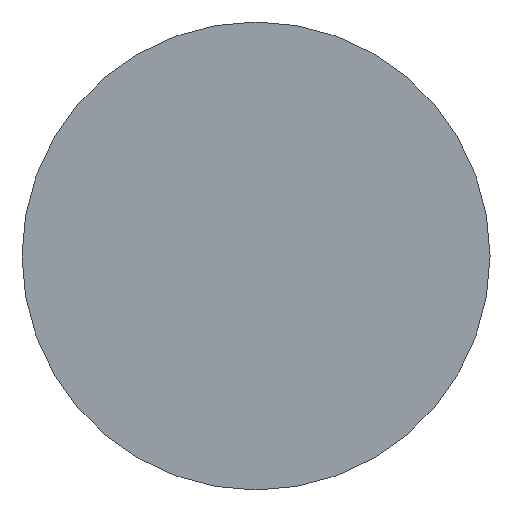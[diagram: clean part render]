
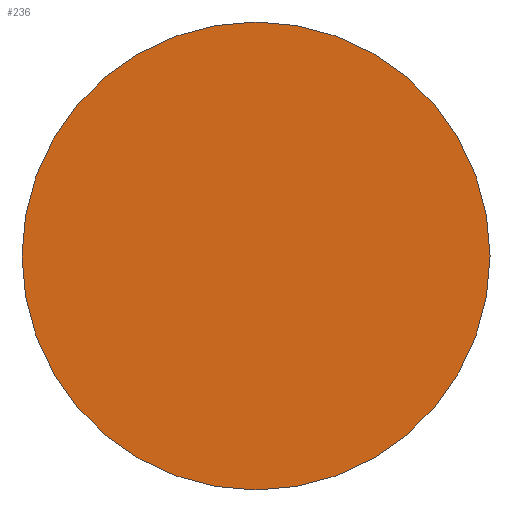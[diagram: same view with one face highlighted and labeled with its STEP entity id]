
A CAD part, front view. The second image highlights one B-rep face of the part: STEP entity #236.
In plain terms, the highlighted planar face has unit normal (0, -1, 0).
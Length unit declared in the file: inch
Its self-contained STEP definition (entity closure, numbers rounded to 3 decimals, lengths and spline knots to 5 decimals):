
#13 = AXIS2_PLACEMENT_3D ( 'NONE', #306, #115, #176 ) ;
#33 = CIRCLE ( 'NONE', #13, 0.625 ) ;
#37 = CARTESIAN_POINT ( 'NONE',  ( 0., 0., 0.625 ) ) ;
#87 = FACE_OUTER_BOUND ( 'NONE', #229, .T. ) ;
#90 = AXIS2_PLACEMENT_3D ( 'NONE', #280, #237, #255 ) ;
#96 = VERTEX_POINT ( 'NONE', #37 ) ;
#107 = DIRECTION ( 'NONE',  ( 0., 0., -1. ) ) ;
#115 = DIRECTION ( 'NONE',  ( 0., -1., 0. ) ) ;
#128 = ORIENTED_EDGE ( 'NONE', *, *, #222, .T. ) ;
#159 = DIRECTION ( 'NONE',  ( 0., -1., 0. ) ) ;
#175 = VERTEX_POINT ( 'NONE', #219 ) ;
#176 = DIRECTION ( 'NONE',  ( 0., 0., -1. ) ) ;
#182 = CARTESIAN_POINT ( 'NONE',  ( 0., 0., 0. ) ) ;
#208 = CIRCLE ( 'NONE', #90, 0.625 ) ;
#218 = AXIS2_PLACEMENT_3D ( 'NONE', #182, #159, #107 ) ;
#219 = CARTESIAN_POINT ( 'NONE',  ( 0., 0., -0.625 ) ) ;
#222 = EDGE_CURVE ( 'NONE', #175, #96, #33, .T. ) ;
#229 = EDGE_LOOP ( 'NONE', ( #128, #277 ) ) ;
#236 = ADVANCED_FACE ( 'NONE', ( #87 ), #270, .T. ) ;
#237 = DIRECTION ( 'NONE',  ( 0., -1., 0. ) ) ;
#255 = DIRECTION ( 'NONE',  ( 0., 0., -1. ) ) ;
#256 = EDGE_CURVE ( 'NONE', #96, #175, #208, .T. ) ;
#270 = PLANE ( 'NONE',  #218 ) ;
#277 = ORIENTED_EDGE ( 'NONE', *, *, #256, .T. ) ;
#280 = CARTESIAN_POINT ( 'NONE',  ( 0., 0., 0. ) ) ;
#306 = CARTESIAN_POINT ( 'NONE',  ( 0., 0., 0. ) ) ;
